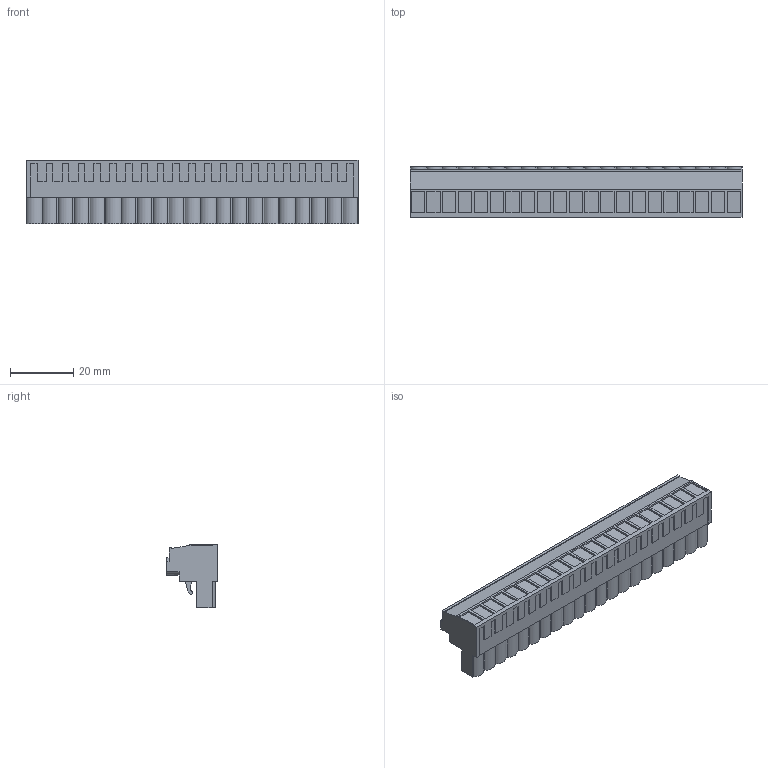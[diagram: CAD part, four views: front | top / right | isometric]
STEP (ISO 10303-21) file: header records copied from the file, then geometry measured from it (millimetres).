
FILE_DESCRIPTION(('CATIA V5 STEP Exchange','CAx-IF Rec.Pracs.--- Model Styling and Organization---1.2---2011-12-15'),'2;1');
FILE_NAME ('D1460294_0_1954290000_1954290000.stp','2017-05-25T06:34:51+00:00',('none'),('Weidmueller'),'CATIA Version 5-6 Release 2014','CATIA V5 STEP AP214','none');
FILE_SCHEMA(('AUTOMOTIVE_DESIGN { 1 0 10303 214 1 1 1 1 }'));
Length unit declared in the file: millimetre
Products named in the file (1): 1954290000
Bounding box: 105 x 16.1 x 20.1 mm (x, y, z)
Volume: 20799.3 mm3; surface area: 11065.1 mm2
Topology: 22 solids, 22 shells, 1308 faces, 3736 edges, 2556 vertices
Faces by surface type: plane 1069, cylinder 239
Entity records: 39807 total; most frequent: CARTESIAN_POINT 7559, ORIENTED_EDGE 7472, DIRECTION 5279, EDGE_CURVE 3736, VECTOR 3132, LINE 3132, VERTEX_POINT 2556, EDGE_LOOP 1392
